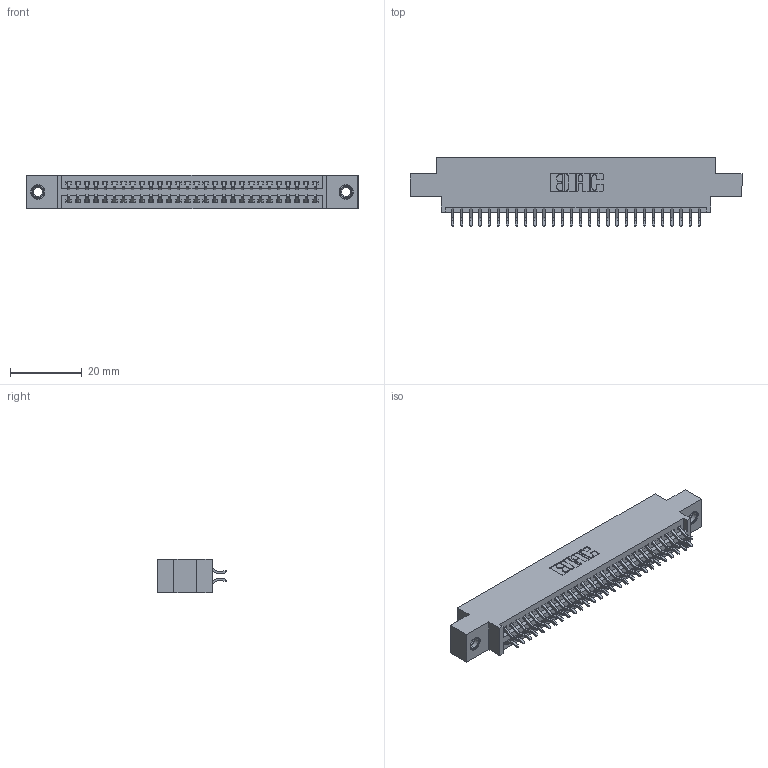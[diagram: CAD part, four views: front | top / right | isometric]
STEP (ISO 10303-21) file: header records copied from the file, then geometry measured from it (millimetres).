
FILE_DESCRIPTION (( 'STEP AP203' ), '1' );
FILE_NAME ('395-056-556-807.STEP', '2018-11-22T06:10:14', ( '' ), ( '' ), 'SwSTEP 2.0', 'SolidWorks 2016', '' );
FILE_SCHEMA (( 'CONFIG_CONTROL_DESIGN' ));
Length unit declared in the file: inch
Products named in the file (4): 395-056-556-807; 345 Part_0.170 Offset - 0.156 Dia-TI; 345-250-001_345-250-005-103; 345-292-001_556 Tail
Assembly tree (59 placements, depth 2):
  395-056-556-807
    345 Part_0.170 Offset - 0.156 Dia-TI
    345-292-001_556 Tail  x56
    345-250-001_345-250-005-103  x2
Bounding box: 92.33 x 19.24 x 9.4 mm (x, y, z)
Volume: 8709.9 mm3; surface area: 12725.8 mm2
Topology: 59 solids, 59 shells, 3326 faces, 9841 edges, 6478 vertices
Faces by surface type: plane 2188, cylinder 1122, cone 12, torus 4
Entity records: 25392 total; most frequent: CARTESIAN_POINT 4267, ORIENTED_EDGE 4182, DIRECTION 3793, EDGE_CURVE 2091, LINE 1819, VECTOR 1819, VERTEX_POINT 1388, AXIS2_PLACEMENT_3D 987
